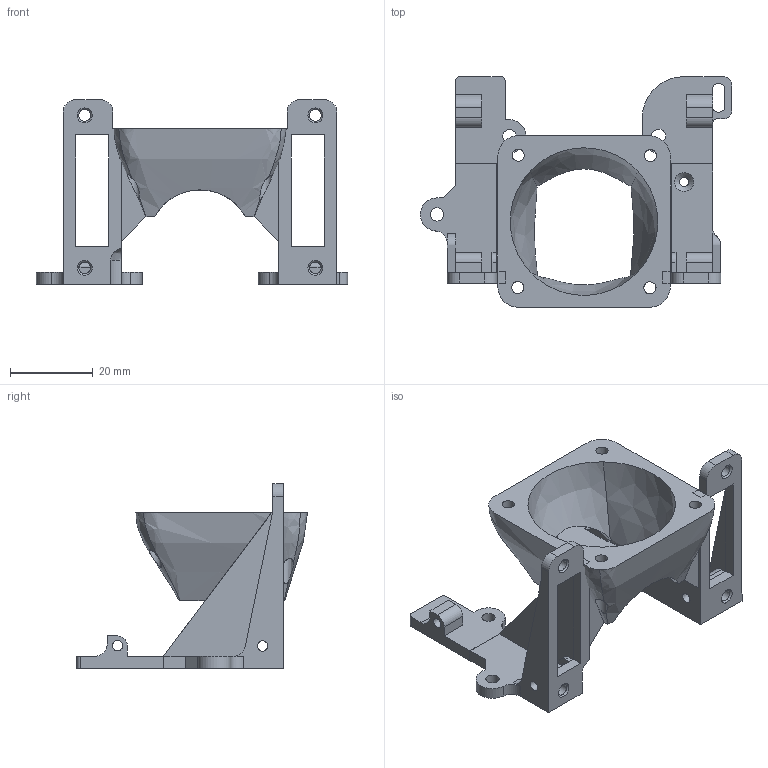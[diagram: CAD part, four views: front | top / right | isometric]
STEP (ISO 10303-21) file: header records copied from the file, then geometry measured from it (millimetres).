
FILE_DESCRIPTION(/* description */ (''),/* implementation_level */ '2;1');
FILE_NAME(/* name */ 'main-m3.step',/* time_stamp */ '2023-09-13T07:23:14-04:00',/* author */ (''),/* organization */ (''),/* preprocessor_version */ 'ST-DEVELOPER v20',/* originating_system */ 'Autodesk Translation Framework v12.9.0.99',/* authorisation */ '');
FILE_SCHEMA (('AUTOMOTIVE_DESIGN { 1 0 10303 214 3 1 1 }'));
Length unit declared in the file: millimetre
Products named in the file (1): main
Bounding box: 75.12 x 55.72 x 44.6 mm (x, y, z)
Volume: 19226.2 mm3; surface area: 16426.6 mm2
Topology: 7 solids, 7 shells, 163 faces, 460 edges, 307 vertices
Faces by surface type: plane 94, cylinder 51, bspline 13, cone 5
Full cylindrical faces by diameter (mm): 2.2 x1, 2.5 x6, 2.8 x4, 2.95 x4, 3.2 x2, 3.4 x1
Entity records: 6525 total; most frequent: CARTESIAN_POINT 2248, ORIENTED_EDGE 920, DIRECTION 799, EDGE_CURVE 460, VERTEX_POINT 307, LINE 291, VECTOR 291, AXIS2_PLACEMENT_3D 254
